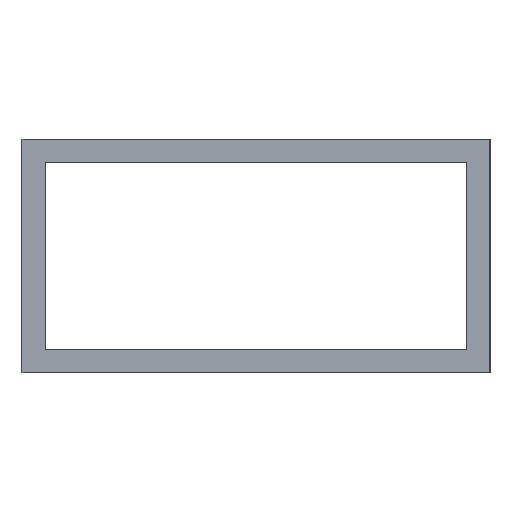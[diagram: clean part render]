
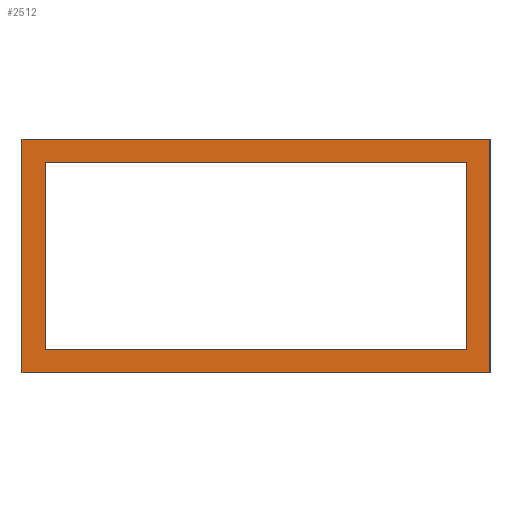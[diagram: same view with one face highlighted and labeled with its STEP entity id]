
A CAD part, left-side view. The second image highlights one B-rep face of the part: STEP entity #2512.
In plain terms, the highlighted planar face has unit normal (-1, 0, 0).
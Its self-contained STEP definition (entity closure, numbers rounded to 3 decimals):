
#25 = CARTESIAN_POINT ( 'NONE',  ( -367.5, 40., -111. ) ) ;
#31 = VERTEX_POINT ( 'NONE', #123 ) ;
#67 = VERTEX_POINT ( 'NONE', #737 ) ;
#81 = EDGE_CURVE ( 'NONE', #67, #2465, #1997, .T. ) ;
#87 = CARTESIAN_POINT ( 'NONE',  ( -367.5, 2., -93. ) ) ;
#109 = DIRECTION ( 'NONE',  ( 0., 0., 1. ) ) ;
#123 = CARTESIAN_POINT ( 'NONE',  ( -367.5, 0., -111. ) ) ;
#207 = CARTESIAN_POINT ( 'NONE',  ( -367.5, 40., -111. ) ) ;
#225 = DIRECTION ( 'NONE',  ( 0., 0., 1. ) ) ;
#241 = CARTESIAN_POINT ( 'NONE',  ( -367.5, 38., -109. ) ) ;
#265 = CARTESIAN_POINT ( 'NONE',  ( -367.5, 38., -111. ) ) ;
#289 = EDGE_CURVE ( 'NONE', #1983, #1484, #1867, .T. ) ;
#302 = EDGE_CURVE ( 'NONE', #67, #31, #1677, .T. ) ;
#424 = VECTOR ( 'NONE', #744, 1000. ) ;
#471 = CARTESIAN_POINT ( 'NONE',  ( -367.5, 2., -109. ) ) ;
#554 = EDGE_CURVE ( 'NONE', #31, #2181, #1985, .T. ) ;
#573 = LINE ( 'NONE', #1854, #2277 ) ;
#598 = VECTOR ( 'NONE', #109, 1000. ) ;
#615 = DIRECTION ( 'NONE',  ( 0., -1., 0. ) ) ;
#633 = DIRECTION ( 'NONE',  ( 1., 0., 0. ) ) ;
#737 = CARTESIAN_POINT ( 'NONE',  ( -367.5, 40., -111. ) ) ;
#744 = DIRECTION ( 'NONE',  ( 0., -1., 0. ) ) ;
#753 = DIRECTION ( 'NONE',  ( 0., 0., 1. ) ) ;
#839 = FACE_OUTER_BOUND ( 'NONE', #888, .T. ) ;
#852 = LINE ( 'NONE', #1293, #1561 ) ;
#888 = EDGE_LOOP ( 'NONE', ( #1635, #1442, #2620, #2001 ) ) ;
#911 = LINE ( 'NONE', #1581, #424 ) ;
#1021 = VECTOR ( 'NONE', #225, 1000. ) ;
#1030 = DIRECTION ( 'NONE',  ( 0., -1., 0. ) ) ;
#1072 = CARTESIAN_POINT ( 'NONE',  ( -367.5, 40., -109. ) ) ;
#1075 = CARTESIAN_POINT ( 'NONE',  ( -367.5, 40., -91. ) ) ;
#1080 = EDGE_CURVE ( 'NONE', #1572, #2541, #911, .T. ) ;
#1088 = LINE ( 'NONE', #265, #1021 ) ;
#1142 = CARTESIAN_POINT ( 'NONE',  ( -367.5, 0., -91. ) ) ;
#1178 = ORIENTED_EDGE ( 'NONE', *, *, #2419, .T. ) ;
#1293 = CARTESIAN_POINT ( 'NONE',  ( -367.5, 40., -91. ) ) ;
#1295 = EDGE_CURVE ( 'NONE', #2465, #2181, #852, .T. ) ;
#1309 = FACE_BOUND ( 'NONE', #2459, .T. ) ;
#1437 = VECTOR ( 'NONE', #1764, 1000. ) ;
#1442 = ORIENTED_EDGE ( 'NONE', *, *, #1295, .F. ) ;
#1484 = VERTEX_POINT ( 'NONE', #471 ) ;
#1548 = ORIENTED_EDGE ( 'NONE', *, *, #1080, .T. ) ;
#1561 = VECTOR ( 'NONE', #1030, 1000. ) ;
#1572 = VERTEX_POINT ( 'NONE', #2641 ) ;
#1576 = CARTESIAN_POINT ( 'NONE',  ( -367.5, 40., -111. ) ) ;
#1581 = CARTESIAN_POINT ( 'NONE',  ( -367.5, 40., -93. ) ) ;
#1635 = ORIENTED_EDGE ( 'NONE', *, *, #554, .T. ) ;
#1677 = LINE ( 'NONE', #207, #1746 ) ;
#1698 = PLANE ( 'NONE',  #2432 ) ;
#1710 = VECTOR ( 'NONE', #615, 1000. ) ;
#1746 = VECTOR ( 'NONE', #2519, 1000. ) ;
#1764 = DIRECTION ( 'NONE',  ( 0., 0., 1. ) ) ;
#1854 = CARTESIAN_POINT ( 'NONE',  ( -367.5, 2., -111. ) ) ;
#1867 = LINE ( 'NONE', #1072, #1710 ) ;
#1983 = VERTEX_POINT ( 'NONE', #241 ) ;
#1985 = LINE ( 'NONE', #2458, #1437 ) ;
#1997 = LINE ( 'NONE', #1576, #598 ) ;
#2001 = ORIENTED_EDGE ( 'NONE', *, *, #302, .T. ) ;
#2181 = VERTEX_POINT ( 'NONE', #1142 ) ;
#2277 = VECTOR ( 'NONE', #753, 1000. ) ;
#2419 = EDGE_CURVE ( 'NONE', #1983, #1572, #1088, .T. ) ;
#2432 = AXIS2_PLACEMENT_3D ( 'NONE', #25, #633, #2524 ) ;
#2458 = CARTESIAN_POINT ( 'NONE',  ( -367.5, 0., -111. ) ) ;
#2459 = EDGE_LOOP ( 'NONE', ( #2532, #2602, #1178, #1548 ) ) ;
#2465 = VERTEX_POINT ( 'NONE', #1075 ) ;
#2512 = ADVANCED_FACE ( 'NONE', ( #839, #1309 ), #1698, .F. ) ;
#2519 = DIRECTION ( 'NONE',  ( 0., -1., 0. ) ) ;
#2524 = DIRECTION ( 'NONE',  ( 0., 0., -1. ) ) ;
#2532 = ORIENTED_EDGE ( 'NONE', *, *, #2642, .F. ) ;
#2541 = VERTEX_POINT ( 'NONE', #87 ) ;
#2602 = ORIENTED_EDGE ( 'NONE', *, *, #289, .F. ) ;
#2620 = ORIENTED_EDGE ( 'NONE', *, *, #81, .F. ) ;
#2641 = CARTESIAN_POINT ( 'NONE',  ( -367.5, 38., -93. ) ) ;
#2642 = EDGE_CURVE ( 'NONE', #1484, #2541, #573, .T. ) ;
